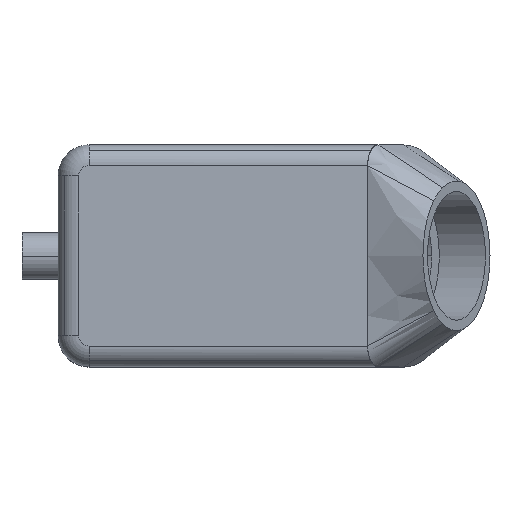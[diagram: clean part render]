
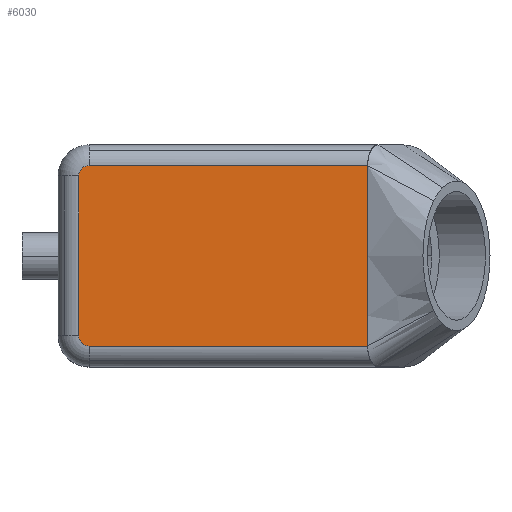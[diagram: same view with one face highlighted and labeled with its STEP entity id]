
A CAD part, top view. The second image highlights one B-rep face of the part: STEP entity #6030.
In plain terms, the highlighted planar face has unit normal (0, 0, 1).
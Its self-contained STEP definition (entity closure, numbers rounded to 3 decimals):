
#1370=CARTESIAN_POINT('',(-32.5,15.5,52.));
#1380=VERTEX_POINT('',#1370);
#1430=CARTESIAN_POINT('',(-32.5,-15.5,52.));
#1440=DIRECTION('',(0.,1.,0.));
#1450=VECTOR('',#1440,31.);
#1460=LINE('',#1430,#1450);
#1470=CARTESIAN_POINT('',(-32.5,-15.5,52.));
#1480=VERTEX_POINT('',#1470);
#1490=EDGE_CURVE('',#1480,#1380,#1460,.T.);
#5470=CARTESIAN_POINT('',(23.5,0.,52.));
#5480=DIRECTION('',(0.,0.,1.));
#5490=DIRECTION('',(1.,0.,0.));
#5500=AXIS2_PLACEMENT_3D('',#5470,#5480,#5490);
#5510=PLANE('',#5500);
#5520=CARTESIAN_POINT('',(23.5,0.,52.));
#5530=DIRECTION('',(0.,1.,0.));
#5540=VECTOR('',#5530,17.5);
#5550=LINE('',#5520,#5540);
#5560=CARTESIAN_POINT('',(23.5,0.,52.));
#5570=VERTEX_POINT('',#5560);
#5580=CARTESIAN_POINT('',(23.5,17.5,52.));
#5590=VERTEX_POINT('',#5580);
#5600=EDGE_CURVE('',#5570,#5590,#5550,.T.);
#5610=ORIENTED_EDGE('',*,*,#5600,.T.);
#5620=CARTESIAN_POINT('',(23.5,-17.5,52.));
#5630=DIRECTION('',(0.,1.,0.));
#5640=VECTOR('',#5630,17.5);
#5650=LINE('',#5620,#5640);
#5660=CARTESIAN_POINT('',(23.5,-17.5,52.));
#5670=VERTEX_POINT('',#5660);
#5680=EDGE_CURVE('',#5670,#5570,#5650,.T.);
#5690=ORIENTED_EDGE('',*,*,#5680,.T.);
#5700=CARTESIAN_POINT('',(23.5,-17.5,52.));
#5710=DIRECTION('',(-1.,0.,0.));
#5720=VECTOR('',#5710,54.);
#5730=LINE('',#5700,#5720);
#5740=CARTESIAN_POINT('',(-30.5,-17.5,52.));
#5750=VERTEX_POINT('',#5740);
#5760=EDGE_CURVE('',#5670,#5750,#5730,.T.);
#5770=ORIENTED_EDGE('',*,*,#5760,.F.);
#5780=CARTESIAN_POINT('',(-30.5,-15.5,52.));
#5790=DIRECTION('',(0.,0.,-1.));
#5800=DIRECTION('',(-0.707,-0.707,
0.));
#5810=AXIS2_PLACEMENT_3D('',#5780,#5790,#5800);
#5820=CIRCLE('',#5810,2.);
#5830=EDGE_CURVE('',#5750,#1480,#5820,.T.);
#5840=ORIENTED_EDGE('',*,*,#5830,.F.);
#5850=ORIENTED_EDGE('',*,*,#1490,.F.);
#5860=CARTESIAN_POINT('',(-30.5,15.5,52.));
#5870=DIRECTION('',(0.,0.,-1.));
#5880=DIRECTION('',(-0.707,0.707,
0.));
#5890=AXIS2_PLACEMENT_3D('',#5860,#5870,#5880);
#5900=CIRCLE('',#5890,2.);
#5910=CARTESIAN_POINT('',(-30.5,17.5,52.));
#5920=VERTEX_POINT('',#5910);
#5930=EDGE_CURVE('',#1380,#5920,#5900,.T.);
#5940=ORIENTED_EDGE('',*,*,#5930,.F.);
#5950=CARTESIAN_POINT('',(-30.5,17.5,52.));
#5960=DIRECTION('',(1.,0.,0.));
#5970=VECTOR('',#5960,54.);
#5980=LINE('',#5950,#5970);
#5990=EDGE_CURVE('',#5920,#5590,#5980,.T.);
#6000=ORIENTED_EDGE('',*,*,#5990,.F.);
#6010=EDGE_LOOP('',(#6000,#5940,#5850,#5840,#5770,#5690,#5610));
#6020=FACE_OUTER_BOUND('',#6010,.T.);
#6030=ADVANCED_FACE('',(#6020),#5510,.T.);
